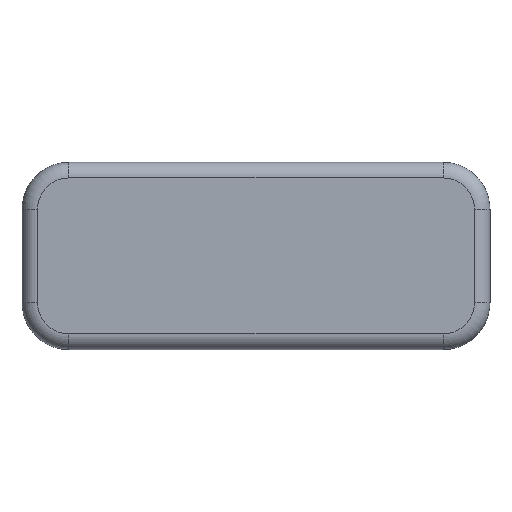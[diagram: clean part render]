
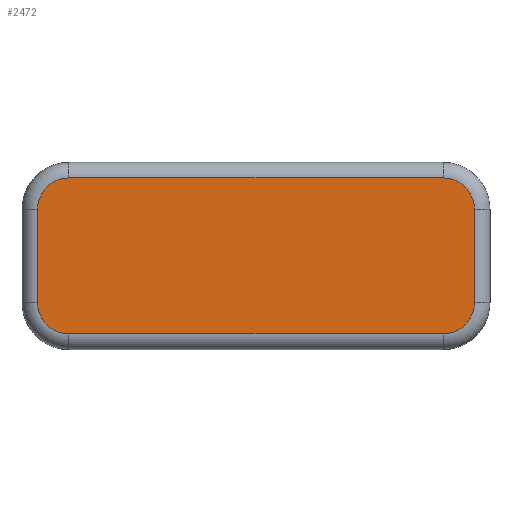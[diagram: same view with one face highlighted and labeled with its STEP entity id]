
A CAD part, top view. The second image highlights one B-rep face of the part: STEP entity #2472.
In plain terms, the highlighted planar face has unit normal (0, 0, 1).
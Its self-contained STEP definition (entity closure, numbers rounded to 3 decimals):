
#620 = VERTEX_POINT('',#621);
#621 = CARTESIAN_POINT('',(1.,3.,3.));
#629 = TOROIDAL_SURFACE('',#630,2.,1.);
#630 = AXIS2_PLACEMENT_3D('',#631,#632,#633);
#631 = CARTESIAN_POINT('',(3.,3.,2.));
#632 = DIRECTION('',(0.,0.,1.));
#633 = DIRECTION('',(1.,0.,-0.));
#641 = CYLINDRICAL_SURFACE('',#642,1.);
#642 = AXIS2_PLACEMENT_3D('',#643,#644,#645);
#643 = CARTESIAN_POINT('',(1.,0.,2.));
#644 = DIRECTION('',(-0.,-1.,-0.));
#645 = DIRECTION('',(0.,0.,1.));
#683 = VERTEX_POINT('',#684);
#684 = CARTESIAN_POINT('',(3.,1.,3.));
#699 = CYLINDRICAL_SURFACE('',#700,1.);
#700 = AXIS2_PLACEMENT_3D('',#701,#702,#703);
#701 = CARTESIAN_POINT('',(0.,1.,2.));
#702 = DIRECTION('',(1.,-0.,-0.));
#703 = DIRECTION('',(0.,0.,1.));
#711 = EDGE_CURVE('',#620,#683,#712,.T.);
#712 = SURFACE_CURVE('',#713,(#718,#725),.PCURVE_S1.);
#713 = CIRCLE('',#714,2.);
#714 = AXIS2_PLACEMENT_3D('',#715,#716,#717);
#715 = CARTESIAN_POINT('',(3.,3.,3.));
#716 = DIRECTION('',(0.,0.,1.));
#717 = DIRECTION('',(1.,0.,-0.));
#718 = PCURVE('',#629,#719);
#719 = DEFINITIONAL_REPRESENTATION('',(#720),#724);
#720 = LINE('',#721,#722);
#721 = CARTESIAN_POINT('',(0.,1.571));
#722 = VECTOR('',#723,1.);
#723 = DIRECTION('',(1.,0.));
#724 = ( GEOMETRIC_REPRESENTATION_CONTEXT(2) 
PARAMETRIC_REPRESENTATION_CONTEXT() REPRESENTATION_CONTEXT('2D SPACE',''
  ) );
#725 = PCURVE('',#726,#731);
#726 = PLANE('',#727);
#727 = AXIS2_PLACEMENT_3D('',#728,#729,#730);
#728 = CARTESIAN_POINT('',(0.,0.,3.));
#729 = DIRECTION('',(0.,0.,1.));
#730 = DIRECTION('',(1.,0.,-0.));
#731 = DEFINITIONAL_REPRESENTATION('',(#732),#736);
#732 = CIRCLE('',#733,2.);
#733 = AXIS2_PLACEMENT_2D('',#734,#735);
#734 = CARTESIAN_POINT('',(3.,3.));
#735 = DIRECTION('',(1.,0.));
#736 = ( GEOMETRIC_REPRESENTATION_CONTEXT(2) 
PARAMETRIC_REPRESENTATION_CONTEXT() REPRESENTATION_CONTEXT('2D SPACE',''
  ) );
#1076 = VERTEX_POINT('',#1077);
#1077 = CARTESIAN_POINT('',(27.,1.,3.));
#1092 = TOROIDAL_SURFACE('',#1093,2.,1.);
#1093 = AXIS2_PLACEMENT_3D('',#1094,#1095,#1096);
#1094 = CARTESIAN_POINT('',(27.,3.,2.));
#1095 = DIRECTION('',(0.,0.,1.));
#1096 = DIRECTION('',(1.,0.,-0.));
#1104 = EDGE_CURVE('',#683,#1076,#1105,.T.);
#1105 = SURFACE_CURVE('',#1106,(#1110,#1117),.PCURVE_S1.);
#1106 = LINE('',#1107,#1108);
#1107 = CARTESIAN_POINT('',(27.,1.,3.));
#1108 = VECTOR('',#1109,1.);
#1109 = DIRECTION('',(1.,0.,0.));
#1110 = PCURVE('',#699,#1111);
#1111 = DEFINITIONAL_REPRESENTATION('',(#1112),#1116);
#1112 = LINE('',#1113,#1114);
#1113 = CARTESIAN_POINT('',(0.,27.));
#1114 = VECTOR('',#1115,1.);
#1115 = DIRECTION('',(0.,1.));
#1116 = ( GEOMETRIC_REPRESENTATION_CONTEXT(2) 
PARAMETRIC_REPRESENTATION_CONTEXT() REPRESENTATION_CONTEXT('2D SPACE',''
  ) );
#1117 = PCURVE('',#726,#1118);
#1118 = DEFINITIONAL_REPRESENTATION('',(#1119),#1123);
#1119 = LINE('',#1120,#1121);
#1120 = CARTESIAN_POINT('',(27.,1.));
#1121 = VECTOR('',#1122,1.);
#1122 = DIRECTION('',(1.,0.));
#1123 = ( GEOMETRIC_REPRESENTATION_CONTEXT(2) 
PARAMETRIC_REPRESENTATION_CONTEXT() REPRESENTATION_CONTEXT('2D SPACE',''
  ) );
#1129 = EDGE_CURVE('',#1130,#620,#1132,.T.);
#1130 = VERTEX_POINT('',#1131);
#1131 = CARTESIAN_POINT('',(1.,9.,3.));
#1132 = SURFACE_CURVE('',#1133,(#1137,#1144),.PCURVE_S1.);
#1133 = LINE('',#1134,#1135);
#1134 = CARTESIAN_POINT('',(1.,3.,3.));
#1135 = VECTOR('',#1136,1.);
#1136 = DIRECTION('',(0.,-1.,0.));
#1137 = PCURVE('',#641,#1138);
#1138 = DEFINITIONAL_REPRESENTATION('',(#1139),#1143);
#1139 = LINE('',#1140,#1141);
#1140 = CARTESIAN_POINT('',(0.,-3.));
#1141 = VECTOR('',#1142,1.);
#1142 = DIRECTION('',(0.,1.));
#1143 = ( GEOMETRIC_REPRESENTATION_CONTEXT(2) 
PARAMETRIC_REPRESENTATION_CONTEXT() REPRESENTATION_CONTEXT('2D SPACE',''
  ) );
#1144 = PCURVE('',#726,#1145);
#1145 = DEFINITIONAL_REPRESENTATION('',(#1146),#1150);
#1146 = LINE('',#1147,#1148);
#1147 = CARTESIAN_POINT('',(1.,3.));
#1148 = VECTOR('',#1149,1.);
#1149 = DIRECTION('',(0.,-1.));
#1150 = ( GEOMETRIC_REPRESENTATION_CONTEXT(2) 
PARAMETRIC_REPRESENTATION_CONTEXT() REPRESENTATION_CONTEXT('2D SPACE',''
  ) );
#1169 = TOROIDAL_SURFACE('',#1170,2.,1.);
#1170 = AXIS2_PLACEMENT_3D('',#1171,#1172,#1173);
#1171 = CARTESIAN_POINT('',(3.,9.,2.));
#1172 = DIRECTION('',(0.,0.,1.));
#1173 = DIRECTION('',(1.,0.,-0.));
#1815 = TOROIDAL_SURFACE('',#1816,2.,1.);
#1816 = AXIS2_PLACEMENT_3D('',#1817,#1818,#1819);
#1817 = CARTESIAN_POINT('',(27.,9.,2.));
#1818 = DIRECTION('',(0.,0.,1.));
#1819 = DIRECTION('',(1.,0.,-0.));
#2472 = ADVANCED_FACE('',(#2473),#726,.T.);
#2473 = FACE_BOUND('',#2474,.T.);
#2474 = EDGE_LOOP('',(#2475,#2505,#2529,#2557,#2579,#2580,#2581,#2582));
#2475 = ORIENTED_EDGE('',*,*,#2476,.T.);
#2476 = EDGE_CURVE('',#2477,#2479,#2481,.T.);
#2477 = VERTEX_POINT('',#2478);
#2478 = CARTESIAN_POINT('',(29.,3.,3.));
#2479 = VERTEX_POINT('',#2480);
#2480 = CARTESIAN_POINT('',(29.,9.,3.));
#2481 = SURFACE_CURVE('',#2482,(#2486,#2493),.PCURVE_S1.);
#2482 = LINE('',#2483,#2484);
#2483 = CARTESIAN_POINT('',(29.,9.,3.));
#2484 = VECTOR('',#2485,1.);
#2485 = DIRECTION('',(0.,1.,0.));
#2486 = PCURVE('',#726,#2487);
#2487 = DEFINITIONAL_REPRESENTATION('',(#2488),#2492);
#2488 = LINE('',#2489,#2490);
#2489 = CARTESIAN_POINT('',(29.,9.));
#2490 = VECTOR('',#2491,1.);
#2491 = DIRECTION('',(0.,1.));
#2492 = ( GEOMETRIC_REPRESENTATION_CONTEXT(2) 
PARAMETRIC_REPRESENTATION_CONTEXT() REPRESENTATION_CONTEXT('2D SPACE',''
  ) );
#2493 = PCURVE('',#2494,#2499);
#2494 = CYLINDRICAL_SURFACE('',#2495,1.);
#2495 = AXIS2_PLACEMENT_3D('',#2496,#2497,#2498);
#2496 = CARTESIAN_POINT('',(29.,0.,2.));
#2497 = DIRECTION('',(-0.,1.,-0.));
#2498 = DIRECTION('',(0.,0.,-1.));
#2499 = DEFINITIONAL_REPRESENTATION('',(#2500),#2504);
#2500 = LINE('',#2501,#2502);
#2501 = CARTESIAN_POINT('',(3.142,9.));
#2502 = VECTOR('',#2503,1.);
#2503 = DIRECTION('',(0.,1.));
#2504 = ( GEOMETRIC_REPRESENTATION_CONTEXT(2) 
PARAMETRIC_REPRESENTATION_CONTEXT() REPRESENTATION_CONTEXT('2D SPACE',''
  ) );
#2505 = ORIENTED_EDGE('',*,*,#2506,.T.);
#2506 = EDGE_CURVE('',#2479,#2507,#2509,.T.);
#2507 = VERTEX_POINT('',#2508);
#2508 = CARTESIAN_POINT('',(27.,11.,3.));
#2509 = SURFACE_CURVE('',#2510,(#2515,#2522),.PCURVE_S1.);
#2510 = CIRCLE('',#2511,2.);
#2511 = AXIS2_PLACEMENT_3D('',#2512,#2513,#2514);
#2512 = CARTESIAN_POINT('',(27.,9.,3.));
#2513 = DIRECTION('',(0.,0.,1.));
#2514 = DIRECTION('',(1.,0.,-0.));
#2515 = PCURVE('',#726,#2516);
#2516 = DEFINITIONAL_REPRESENTATION('',(#2517),#2521);
#2517 = CIRCLE('',#2518,2.);
#2518 = AXIS2_PLACEMENT_2D('',#2519,#2520);
#2519 = CARTESIAN_POINT('',(27.,9.));
#2520 = DIRECTION('',(1.,0.));
#2521 = ( GEOMETRIC_REPRESENTATION_CONTEXT(2) 
PARAMETRIC_REPRESENTATION_CONTEXT() REPRESENTATION_CONTEXT('2D SPACE',''
  ) );
#2522 = PCURVE('',#1815,#2523);
#2523 = DEFINITIONAL_REPRESENTATION('',(#2524),#2528);
#2524 = LINE('',#2525,#2526);
#2525 = CARTESIAN_POINT('',(0.,1.571));
#2526 = VECTOR('',#2527,1.);
#2527 = DIRECTION('',(1.,0.));
#2528 = ( GEOMETRIC_REPRESENTATION_CONTEXT(2) 
PARAMETRIC_REPRESENTATION_CONTEXT() REPRESENTATION_CONTEXT('2D SPACE',''
  ) );
#2529 = ORIENTED_EDGE('',*,*,#2530,.T.);
#2530 = EDGE_CURVE('',#2507,#2531,#2533,.T.);
#2531 = VERTEX_POINT('',#2532);
#2532 = CARTESIAN_POINT('',(3.,11.,3.));
#2533 = SURFACE_CURVE('',#2534,(#2538,#2545),.PCURVE_S1.);
#2534 = LINE('',#2535,#2536);
#2535 = CARTESIAN_POINT('',(3.,11.,3.));
#2536 = VECTOR('',#2537,1.);
#2537 = DIRECTION('',(-1.,0.,0.));
#2538 = PCURVE('',#726,#2539);
#2539 = DEFINITIONAL_REPRESENTATION('',(#2540),#2544);
#2540 = LINE('',#2541,#2542);
#2541 = CARTESIAN_POINT('',(3.,11.));
#2542 = VECTOR('',#2543,1.);
#2543 = DIRECTION('',(-1.,0.));
#2544 = ( GEOMETRIC_REPRESENTATION_CONTEXT(2) 
PARAMETRIC_REPRESENTATION_CONTEXT() REPRESENTATION_CONTEXT('2D SPACE',''
  ) );
#2545 = PCURVE('',#2546,#2551);
#2546 = CYLINDRICAL_SURFACE('',#2547,1.);
#2547 = AXIS2_PLACEMENT_3D('',#2548,#2549,#2550);
#2548 = CARTESIAN_POINT('',(0.,11.,2.));
#2549 = DIRECTION('',(-1.,0.,-0.));
#2550 = DIRECTION('',(0.,1.,0.));
#2551 = DEFINITIONAL_REPRESENTATION('',(#2552),#2556);
#2552 = LINE('',#2553,#2554);
#2553 = CARTESIAN_POINT('',(4.712,-3.));
#2554 = VECTOR('',#2555,1.);
#2555 = DIRECTION('',(0.,1.));
#2556 = ( GEOMETRIC_REPRESENTATION_CONTEXT(2) 
PARAMETRIC_REPRESENTATION_CONTEXT() REPRESENTATION_CONTEXT('2D SPACE',''
  ) );
#2557 = ORIENTED_EDGE('',*,*,#2558,.T.);
#2558 = EDGE_CURVE('',#2531,#1130,#2559,.T.);
#2559 = SURFACE_CURVE('',#2560,(#2565,#2572),.PCURVE_S1.);
#2560 = CIRCLE('',#2561,2.);
#2561 = AXIS2_PLACEMENT_3D('',#2562,#2563,#2564);
#2562 = CARTESIAN_POINT('',(3.,9.,3.));
#2563 = DIRECTION('',(0.,0.,1.));
#2564 = DIRECTION('',(1.,0.,-0.));
#2565 = PCURVE('',#726,#2566);
#2566 = DEFINITIONAL_REPRESENTATION('',(#2567),#2571);
#2567 = CIRCLE('',#2568,2.);
#2568 = AXIS2_PLACEMENT_2D('',#2569,#2570);
#2569 = CARTESIAN_POINT('',(3.,9.));
#2570 = DIRECTION('',(1.,0.));
#2571 = ( GEOMETRIC_REPRESENTATION_CONTEXT(2) 
PARAMETRIC_REPRESENTATION_CONTEXT() REPRESENTATION_CONTEXT('2D SPACE',''
  ) );
#2572 = PCURVE('',#1169,#2573);
#2573 = DEFINITIONAL_REPRESENTATION('',(#2574),#2578);
#2574 = LINE('',#2575,#2576);
#2575 = CARTESIAN_POINT('',(0.,1.571));
#2576 = VECTOR('',#2577,1.);
#2577 = DIRECTION('',(1.,0.));
#2578 = ( GEOMETRIC_REPRESENTATION_CONTEXT(2) 
PARAMETRIC_REPRESENTATION_CONTEXT() REPRESENTATION_CONTEXT('2D SPACE',''
  ) );
#2579 = ORIENTED_EDGE('',*,*,#1129,.T.);
#2580 = ORIENTED_EDGE('',*,*,#711,.T.);
#2581 = ORIENTED_EDGE('',*,*,#1104,.T.);
#2582 = ORIENTED_EDGE('',*,*,#2583,.T.);
#2583 = EDGE_CURVE('',#1076,#2477,#2584,.T.);
#2584 = SURFACE_CURVE('',#2585,(#2590,#2597),.PCURVE_S1.);
#2585 = CIRCLE('',#2586,2.);
#2586 = AXIS2_PLACEMENT_3D('',#2587,#2588,#2589);
#2587 = CARTESIAN_POINT('',(27.,3.,3.));
#2588 = DIRECTION('',(0.,0.,1.));
#2589 = DIRECTION('',(1.,0.,-0.));
#2590 = PCURVE('',#726,#2591);
#2591 = DEFINITIONAL_REPRESENTATION('',(#2592),#2596);
#2592 = CIRCLE('',#2593,2.);
#2593 = AXIS2_PLACEMENT_2D('',#2594,#2595);
#2594 = CARTESIAN_POINT('',(27.,3.));
#2595 = DIRECTION('',(1.,0.));
#2596 = ( GEOMETRIC_REPRESENTATION_CONTEXT(2) 
PARAMETRIC_REPRESENTATION_CONTEXT() REPRESENTATION_CONTEXT('2D SPACE',''
  ) );
#2597 = PCURVE('',#1092,#2598);
#2598 = DEFINITIONAL_REPRESENTATION('',(#2599),#2603);
#2599 = LINE('',#2600,#2601);
#2600 = CARTESIAN_POINT('',(0.,1.571));
#2601 = VECTOR('',#2602,1.);
#2602 = DIRECTION('',(1.,0.));
#2603 = ( GEOMETRIC_REPRESENTATION_CONTEXT(2) 
PARAMETRIC_REPRESENTATION_CONTEXT() REPRESENTATION_CONTEXT('2D SPACE',''
  ) );
